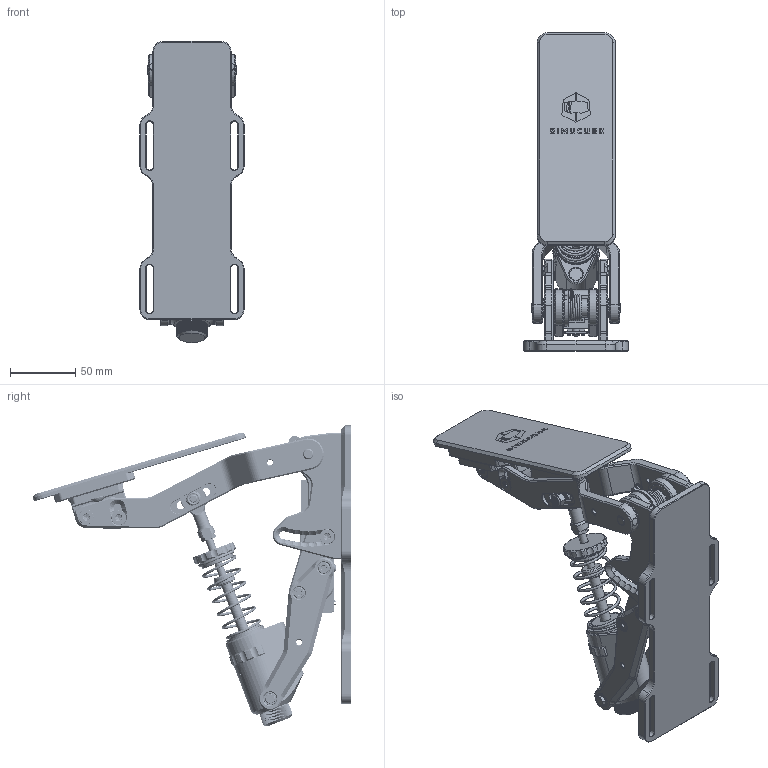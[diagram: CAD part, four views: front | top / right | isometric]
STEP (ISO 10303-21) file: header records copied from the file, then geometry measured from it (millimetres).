
FILE_DESCRIPTION(/* description */ (''),/* implementation_level */ '2;1');
FILE_NAME(/* name */ 'SimucubeThrottle.step',/* time_stamp */ '2023-05-16T12:05:49+03:00',/* author */ ('VSy'),/* organization */ ('Granite Devices Oy'),/* preprocessor_version */ 'ST-DEVELOPER v19.2',/* originating_system */ 'Autodesk Translation Framework v12.4.0.73',/* authorisation */ '');
FILE_SCHEMA (('AUTOMOTIVE_DESIGN { 1 0 10303 214 3 1 1 }'));
Products named in the file (3): SimucubeThrottle; bottom; top
Assembly tree (2 placements, depth 2):
  SimucubeThrottle
    bottom
    top
Bounding box: 80 x 244.29 x 231.09 mm (x, y, z)
Volume: 508327.9 mm3; surface area: 168864.9 mm2
Topology: 2 solids, 2 shells, 2716 faces, 7029 edges, 4371 vertices
Faces by surface type: plane 1064, cylinder 782, cone 587, bspline 223, torus 51, sphere 9
Full cylindrical faces by diameter (mm): 1.65 x3, 2 x1, 2.35 x12, 2.529 x5, 2.6 x2, 3 x4, 3.1 x1, 3.2 x2, 3.25 x2, 4.1 x1, 4.234 x4, 4.701 x58, 5 x2, 5.035 x14, 5.5 x2, 5.6 x1, 5.7 x2, 5.884 x2, 6 x44, 6.2 x2, 7.35 x1, 8 x11, 8.5 x4, 9.5 x4, 10 x6, 10.5 x2, 11.3 x7, 11.7 x1, 12 x4, 12.3 x2
Entity records: 110682 total; most frequent: CARTESIAN_POINT 48094, ORIENTED_EDGE 13976, DIRECTION 12066, EDGE_CURVE 6988, AXIS2_PLACEMENT_3D 4414, VERTEX_POINT 4371, LINE 3238, VECTOR 3238
